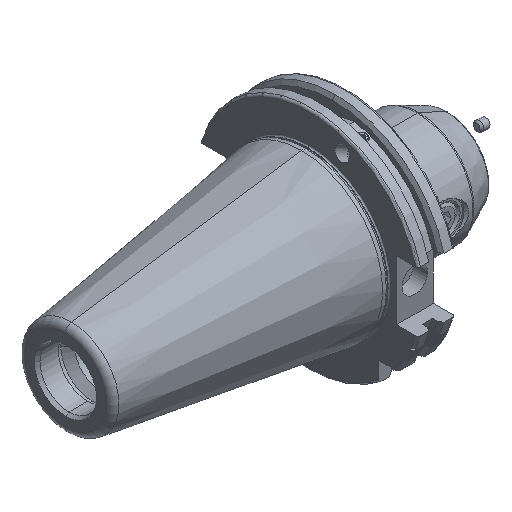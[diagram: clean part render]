
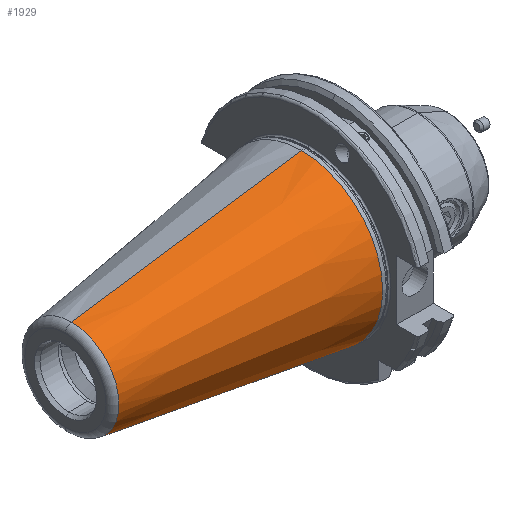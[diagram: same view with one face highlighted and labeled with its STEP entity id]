
A CAD part, isometric view. The second image highlights one B-rep face of the part: STEP entity #1929.
In plain terms, the highlighted conical face has half-angle 8.297 degrees and reference radius 34.925 mm.
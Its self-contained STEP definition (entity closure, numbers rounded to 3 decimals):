
#1928 = ORIENTED_EDGE ( 'NONE', *, *, #1937, .F. ) ;
#1929 = ADVANCED_FACE ( 'NONE', ( #3770 ), #3772, .T. ) ;
#1931 = VERTEX_POINT ( 'NONE', #3781 ) ;
#1932 = EDGE_LOOP ( 'NONE', ( #1928, #1935, #1933, #1934 ) ) ;
#1933 = ORIENTED_EDGE ( 'NONE', *, *, #1940, .T. ) ;
#1934 = ORIENTED_EDGE ( 'NONE', *, *, #1946, .F. ) ;
#1935 = ORIENTED_EDGE ( 'NONE', *, *, #1945, .T. ) ;
#1936 = VERTEX_POINT ( 'NONE', #3780 ) ;
#1937 = EDGE_CURVE ( 'NONE', #1936, #1938, #3750, .T. ) ;
#1938 = VERTEX_POINT ( 'NONE', #3745 ) ;
#1940 = EDGE_CURVE ( 'NONE', #1931, #1964, #3755, .T. ) ;
#1945 = EDGE_CURVE ( 'NONE', #1936, #1931, #3774, .T. ) ;
#1946 = EDGE_CURVE ( 'NONE', #1938, #1964, #3742, .T. ) ;
#1964 = VERTEX_POINT ( 'NONE', #3932 ) ;
#3732 = DIRECTION ( 'NONE',  ( 0.99, 0., 0.144 ) ) ;
#3733 = VECTOR ( 'NONE', #3732, 1000. ) ;
#3741 = CARTESIAN_POINT ( 'NONE',  ( 0., 0., 34.925 ) ) ;
#3742 = LINE ( 'NONE', #3741, #3733 ) ;
#3745 = CARTESIAN_POINT ( 'NONE',  ( -99.183, 0., 20.461 ) ) ;
#3746 = DIRECTION ( 'NONE',  ( 0., 0., -1. ) ) ;
#3747 = DIRECTION ( 'NONE',  ( -1., 0., 0. ) ) ;
#3748 = CARTESIAN_POINT ( 'NONE',  ( -99.183, 0., 0. ) ) ;
#3749 = AXIS2_PLACEMENT_3D ( 'NONE', #3748, #3747, #3746 ) ;
#3750 = CIRCLE ( 'NONE', #3749, 20.461 ) ;
#3755 = CIRCLE ( 'NONE', #3762, 34.925 ) ;
#3759 = DIRECTION ( 'NONE',  ( 0., 0., -1. ) ) ;
#3760 = DIRECTION ( 'NONE',  ( -1., 0., 0. ) ) ;
#3761 = CARTESIAN_POINT ( 'NONE',  ( 0., 0., 0. ) ) ;
#3762 = AXIS2_PLACEMENT_3D ( 'NONE', #3761, #3760, #3759 ) ;
#3769 = DIRECTION ( 'NONE',  ( 1., 0., 0. ) ) ;
#3770 = FACE_OUTER_BOUND ( 'NONE', #1932, .T. ) ;
#3771 = CARTESIAN_POINT ( 'NONE',  ( 0., 0., 0. ) ) ;
#3772 = CONICAL_SURFACE ( 'NONE', #3779, 34.925, 0.145 ) ;
#3774 = LINE ( 'NONE', #3777, #3776 ) ;
#3775 = DIRECTION ( 'NONE',  ( 0.99, 0., -0.144 ) ) ;
#3776 = VECTOR ( 'NONE', #3775, 1000. ) ;
#3777 = CARTESIAN_POINT ( 'NONE',  ( 0., 0., -34.925 ) ) ;
#3778 = DIRECTION ( 'NONE',  ( 0., 0., 1. ) ) ;
#3779 = AXIS2_PLACEMENT_3D ( 'NONE', #3771, #3769, #3778 ) ;
#3780 = CARTESIAN_POINT ( 'NONE',  ( -99.183, 0., -20.461 ) ) ;
#3781 = CARTESIAN_POINT ( 'NONE',  ( 0., 0., -34.925 ) ) ;
#3932 = CARTESIAN_POINT ( 'NONE',  ( 0., 0., 34.925 ) ) ;
